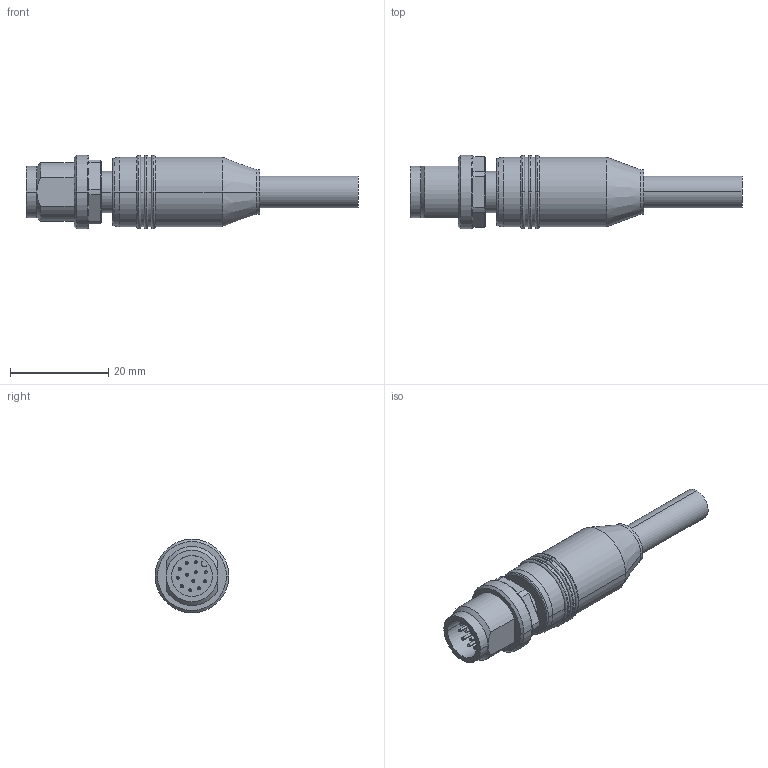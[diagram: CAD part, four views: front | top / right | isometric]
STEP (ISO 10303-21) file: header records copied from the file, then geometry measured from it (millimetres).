
FILE_DESCRIPTION((''),'2;1');
FILE_NAME('CAD-8591','2022-11-07T08:42:40',('creinig-se'),(''),'CREO PARAMETRIC BY PTC INC, 2019292','CREO PARAMETRIC BY PTC INC, 2019292','');
FILE_SCHEMA(('CONFIG_CONTROL_DESIGN','SHAPE_APPEARANCE_LAYERS_GROUPS'));
Length unit declared in the file: millimetre
Products named in the file (1): CAD-8591
Bounding box: 67.5 x 15 x 15 mm (x, y, z)
Volume: 6584.1 mm3; surface area: 3238.6 mm2
Topology: 1 solids, 1 shells, 148 faces, 367 edges, 239 vertices
Faces by surface type: cylinder 53, plane 37, bspline 24, torus 20, cone 14
Entity records: 7191 total; most frequent: CARTESIAN_POINT 1483, DIRECTION 856, ORIENTED_EDGE 734, PRESENTATION_STYLE_ASSIGNMENT 441, AXIS2_PLACEMENT_3D 381, STYLED_ITEM 368, CURVE_STYLE 367, EDGE_CURVE 367
